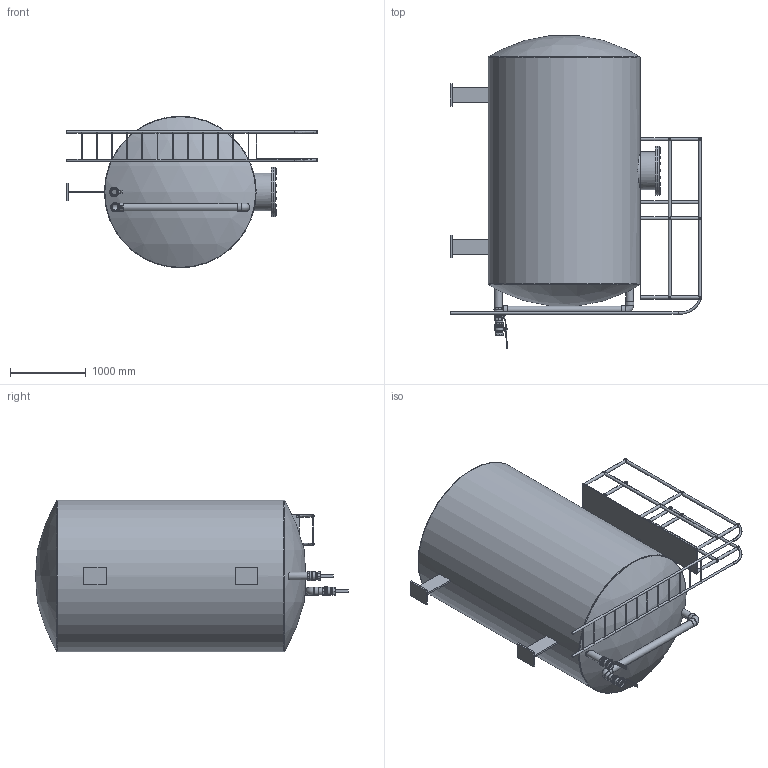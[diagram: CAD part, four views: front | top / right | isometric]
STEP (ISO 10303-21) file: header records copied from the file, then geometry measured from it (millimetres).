
FILE_DESCRIPTION(('Open CASCADE Model'),'2;1');
FILE_NAME('Open CASCADE Shape Model','2023-12-28T22:12:11',('Author'),( 'Open CASCADE'),'Open CASCADE STEP processor 7.7','Open CASCADE 7.7' ,'Unknown');
FILE_SCHEMA(('AUTOMOTIVE_DESIGN { 1 0 10303 214 1 1 1 1 }'));
Length unit declared in the file: millimetre
Products named in the file (4): 10000 Lts Tank assy; tank; pipe; instrumentation
Assembly tree (5 placements, depth 2):
  10000 Lts Tank assy
    tank
    pipe  x2
    instrumentation  x2
Bounding box: 3310 x 4123.63 x 2000 mm (x, y, z)
Volume: 119580678.7 mm3; surface area: 60518347.1 mm2
Topology: 11 solids, 47 shells, 744 faces, 1503 edges, 890 vertices
Faces by surface type: plane 328, cylinder 310, cone 74, sphere 24, torus 6, bspline 2
Full cylindrical faces by diameter (mm): 13 x12, 19.917 x2, 29 x2, 34 x26, 34.522 x2, 40 x26, 76.2 x2, 93.866 x2, 94 x6, 95.25 x4, 100 x6, 104.978 x4, 109.855 x4, 117.332 x2, 123.507 x2, 492 x1, 498 x1, 652 x2, 1994 x1, 2000 x1
Entity records: 67839 total; most frequent: CARTESIAN_POINT 43719, DIRECTION 4138, ORIENTED_EDGE 2398, PCURVE 2398, DEFINITIONAL_REPRESENTATION 2398, LINE 2043, VECTOR 2043, EDGE_CURVE 1199
